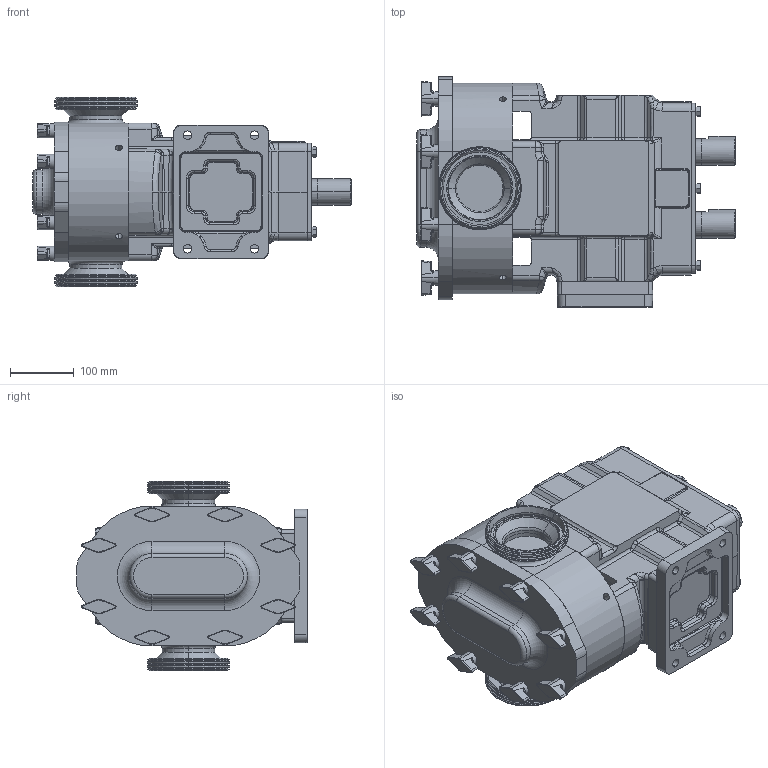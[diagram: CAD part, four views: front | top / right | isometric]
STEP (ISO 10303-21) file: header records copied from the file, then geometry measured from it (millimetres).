
FILE_DESCRIPTION (( 'STEP AP214' ), '1' );
FILE_NAME ('TRA10-1300-013.STEP', '2024-04-05T14:13:45', ( '' ), ( '' ), 'SwSTEP 2.0', 'SolidWorks 2022', '' );
FILE_SCHEMA (( 'AUTOMOTIVE_DESIGN' ));
Length unit declared in the file: inch
Products named in the file (5): TRA10-0600-COVER-STD; 1300DIN11851-40; TRA10-1300-BODY; TRA10-1300-013; TRA10-0600-GEARBOX-H
Assembly tree (5 placements, depth 2):
  TRA10-1300-013
    TRA10-0600-GEARBOX-H
    TRA10-1300-BODY
    TRA10-0600-COVER-STD
    1300DIN11851-40  x2
Bounding box: 499.28 x 360.3 x 297.18 mm (x, y, z)
Volume: 21017189.3 mm3; surface area: 940885.9 mm2
Topology: 5 solids, 5 shells, 1151 faces, 2759 edges, 1624 vertices
Faces by surface type: cylinder 388, plane 291, bspline 214, torus 124, cone 118, sphere 16
Entity records: 41017 total; most frequent: CARTESIAN_POINT 17613, ORIENTED_EDGE 5218, DIRECTION 4523, EDGE_CURVE 2609, AXIS2_PLACEMENT_3D 1760, VERTEX_POINT 1562, EDGE_LOOP 1143, FACE_OUTER_BOUND 1094
